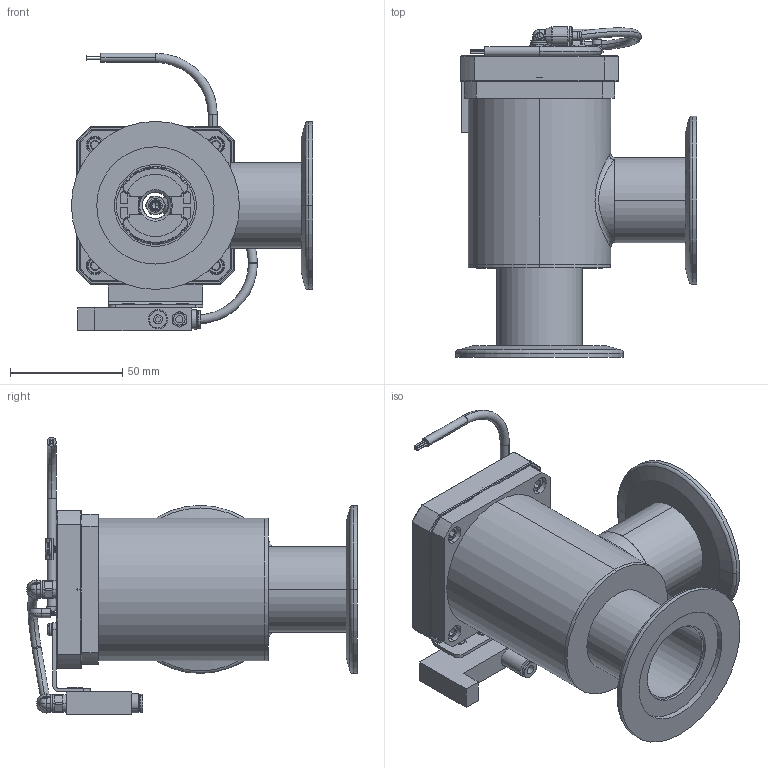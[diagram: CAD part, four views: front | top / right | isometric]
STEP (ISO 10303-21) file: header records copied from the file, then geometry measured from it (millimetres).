
FILE_DESCRIPTION (( 'STEP AP203' ), '1' );
FILE_NAME ('NAP-S05122.STEP', '2023-11-16T22:34:47', ( '' ), ( '' ), 'SwSTEP 2.0', 'SolidWorks 2020', '' );
FILE_SCHEMA (( 'CONFIG_CONTROL_DESIGN' ));
Length unit declared in the file: inch
Products named in the file (1): NAP-S05122
Bounding box: 107.57 x 147.57 x 123.74 mm (x, y, z)
Volume: 142980.1 mm3; surface area: 133967.3 mm2
Topology: 44 solids, 44 shells, 2877 faces, 7650 edges, 4950 vertices
Faces by surface type: plane 1052, cylinder 903, cone 590, bspline 201, torus 125, sphere 6
Entity records: 113519 total; most frequent: CARTESIAN_POINT 45316, ORIENTED_EDGE 15292, DIRECTION 13278, EDGE_CURVE 7646, AXIS2_PLACEMENT_3D 4961, VERTEX_POINT 4950, LINE 3356, VECTOR 3356
